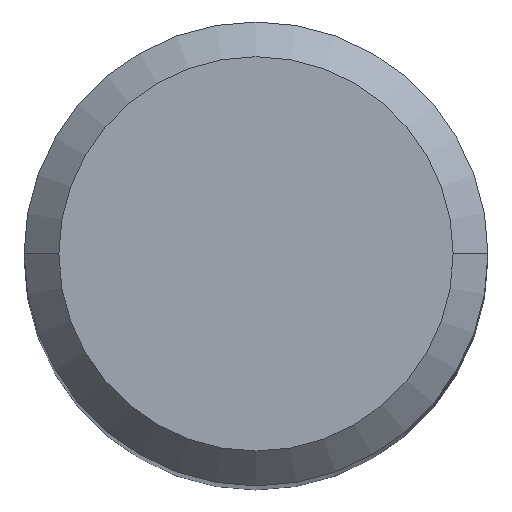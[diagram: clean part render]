
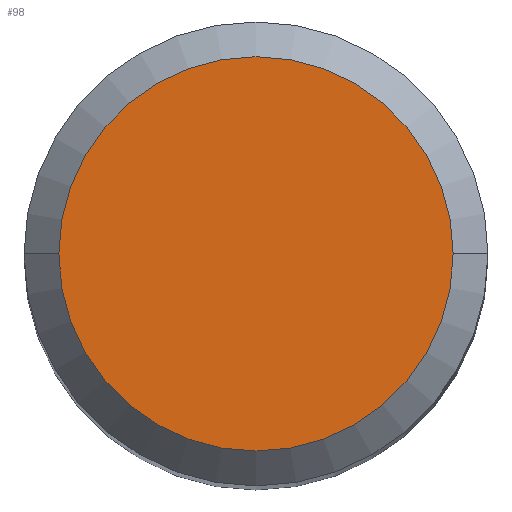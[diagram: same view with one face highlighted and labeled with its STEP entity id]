
A CAD part, top view. The second image highlights one B-rep face of the part: STEP entity #98.
In plain terms, the highlighted planar face has unit normal (0, 0, 1).
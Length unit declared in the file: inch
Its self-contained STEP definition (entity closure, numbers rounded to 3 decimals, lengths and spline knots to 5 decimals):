
#7 = DIRECTION ( 'NONE',  ( -1., 0., 0. ) ) ;
#18 = DIRECTION ( 'NONE',  ( 1., 0., 0. ) ) ;
#26 = AXIS2_PLACEMENT_3D ( 'NONE', #445, #365, #7 ) ;
#30 = VERTEX_POINT ( 'NONE', #217 ) ;
#31 = AXIS2_PLACEMENT_3D ( 'NONE', #455, #135, #277 ) ;
#34 = ORIENTED_EDGE ( 'NONE', *, *, #209, .T. ) ;
#86 = CIRCLE ( 'NONE', #402, 0.23426 ) ;
#98 = ADVANCED_FACE ( 'NONE', ( #152 ), #182, .F. ) ;
#135 = DIRECTION ( 'NONE',  ( 0., 0., 1. ) ) ;
#152 = FACE_OUTER_BOUND ( 'NONE', #170, .T. ) ;
#170 = EDGE_LOOP ( 'NONE', ( #34, #198 ) ) ;
#182 = PLANE ( 'NONE',  #26 ) ;
#193 = CARTESIAN_POINT ( 'NONE',  ( -0.23426, 0., 0. ) ) ;
#198 = ORIENTED_EDGE ( 'NONE', *, *, #238, .T. ) ;
#209 = EDGE_CURVE ( 'NONE', #390, #30, #86, .T. ) ;
#217 = CARTESIAN_POINT ( 'NONE',  ( 0.23426, 0., 0. ) ) ;
#238 = EDGE_CURVE ( 'NONE', #30, #390, #412, .T. ) ;
#277 = DIRECTION ( 'NONE',  ( 1., 0., 0. ) ) ;
#314 = CARTESIAN_POINT ( 'NONE',  ( 0., 0., 0. ) ) ;
#346 = DIRECTION ( 'NONE',  ( 0., 0., 1. ) ) ;
#365 = DIRECTION ( 'NONE',  ( 0., 0., -1. ) ) ;
#390 = VERTEX_POINT ( 'NONE', #193 ) ;
#402 = AXIS2_PLACEMENT_3D ( 'NONE', #314, #346, #18 ) ;
#412 = CIRCLE ( 'NONE', #31, 0.23426 ) ;
#445 = CARTESIAN_POINT ( 'NONE',  ( 0., 0., 0. ) ) ;
#455 = CARTESIAN_POINT ( 'NONE',  ( 0., 0., 0. ) ) ;
